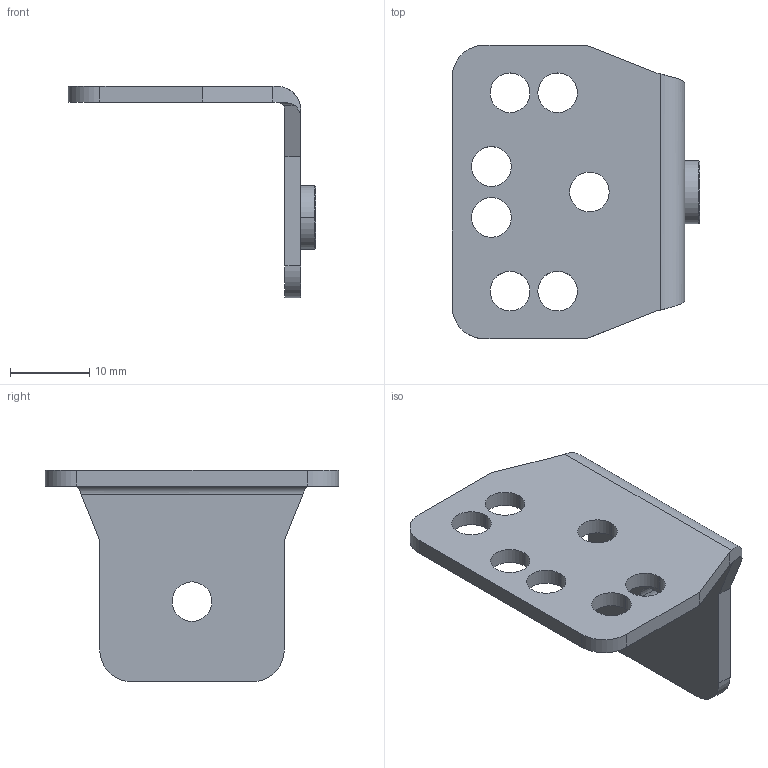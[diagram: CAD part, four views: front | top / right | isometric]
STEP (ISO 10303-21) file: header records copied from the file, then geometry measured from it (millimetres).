
FILE_DESCRIPTION((''),'2;1');
FILE_NAME('001101679_LG_V_ASM','2023-01-26T11:04:48',('klemen.sitar'),('Audax d.o.o.'),'CREO PARAMETRIC BY PTC INC, 2021304','CREO PARAMETRIC BY PTC INC, 2021304','');
FILE_SCHEMA(('AP242_MANAGED_MODEL_BASED_3D_ENGINEERING_MIM_LF { 1 0 10303 442 1 1 4 }'));
Length unit declared in the file: millimetre
Products named in the file (2): 123; 001101679_LG_V_ASM
Assembly tree (1 placements, depth 2):
  001101679_LG_V_ASM
    123
Bounding box: 31.2 x 37 x 26.65 mm (x, y, z)
Volume: 2900.6 mm3; surface area: 3494.6 mm2
Topology: 1 solids, 1 shells, 45 faces, 125 edges, 84 vertices
Faces by surface type: cylinder 26, plane 15, extrusion 2, cone 2
Entity records: 3821 total; most frequent: CARTESIAN_POINT 1548, DIRECTION 257, ORIENTED_EDGE 248, COLOUR_RGB 188, PRESENTATION_STYLE_ASSIGNMENT 175, STYLED_ITEM 175, CURVE_STYLE 129, EDGE_CURVE 124
